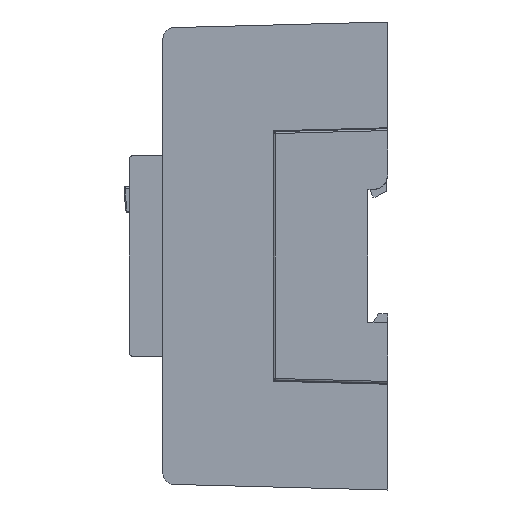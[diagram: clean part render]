
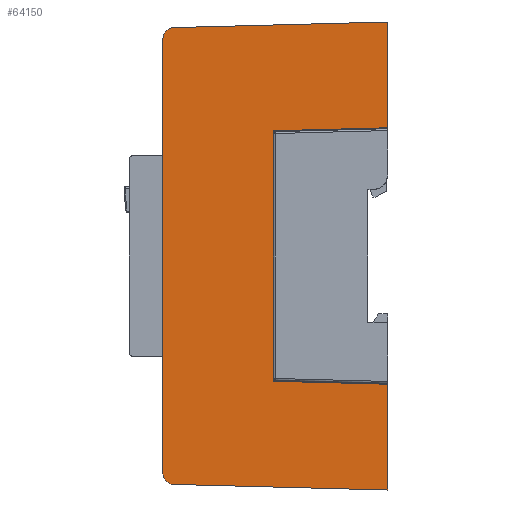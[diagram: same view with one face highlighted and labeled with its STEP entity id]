
A CAD part, left-side view. The second image highlights one B-rep face of the part: STEP entity #64150.
In plain terms, the highlighted planar face has unit normal (-1, 0.026, 0).
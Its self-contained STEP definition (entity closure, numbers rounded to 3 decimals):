
#5434=FACE_OUTER_BOUND('',#9460,.T.);
#9460=EDGE_LOOP('',(#53992,#53993,#53994,#53995,#53996,#53997,#53998,#53999,
#54000,#54001));
#10601=ELLIPSE('',#68811,3.001,3.);
#10603=ELLIPSE('',#68849,3.001,3.);
#16146=LINE('',#104752,#23751);
#16352=LINE('',#106709,#23957);
#16357=LINE('',#106718,#23962);
#16370=LINE('',#106743,#23975);
#16437=LINE('',#106886,#24042);
#16438=LINE('',#106888,#24043);
#16439=LINE('',#106890,#24044);
#16440=LINE('',#106891,#24045);
#23751=VECTOR('',#81767,116.013);
#23957=VECTOR('',#82495,28.25);
#23962=VECTOR('',#82502,28.25);
#23975=VECTOR('',#82523,57.118);
#24042=VECTOR('',#82674,57.118);
#24043=VECTOR('',#82675,30.521);
#24044=VECTOR('',#82676,66.903);
#24045=VECTOR('',#82677,30.521);
#29921=VERTEX_POINT('',#104737);
#29928=VERTEX_POINT('',#104750);
#30220=VERTEX_POINT('',#106706);
#30221=VERTEX_POINT('',#106708);
#30223=VERTEX_POINT('',#106715);
#30224=VERTEX_POINT('',#106717);
#30231=VERTEX_POINT('',#106740);
#30266=VERTEX_POINT('',#106882);
#30267=VERTEX_POINT('',#106887);
#30268=VERTEX_POINT('',#106889);
#37950=EDGE_CURVE('',#29928,#29921,#16146,.T.);
#38345=EDGE_CURVE('',#30221,#30220,#16352,.T.);
#38350=EDGE_CURVE('',#30224,#30223,#16357,.T.);
#38363=EDGE_CURVE('',#30220,#30231,#16370,.T.);
#38368=EDGE_CURVE('',#30231,#29921,#10601,.T.);
#38437=EDGE_CURVE('',#29928,#30266,#10603,.T.);
#38439=EDGE_CURVE('',#30224,#30266,#16437,.T.);
#38440=EDGE_CURVE('',#30223,#30267,#16438,.T.);
#38441=EDGE_CURVE('',#30267,#30268,#16439,.T.);
#38442=EDGE_CURVE('',#30221,#30268,#16440,.T.);
#53992=ORIENTED_EDGE('',*,*,#38368,.T.);
#53993=ORIENTED_EDGE('',*,*,#37950,.F.);
#53994=ORIENTED_EDGE('',*,*,#38437,.T.);
#53995=ORIENTED_EDGE('',*,*,#38439,.F.);
#53996=ORIENTED_EDGE('',*,*,#38350,.T.);
#53997=ORIENTED_EDGE('',*,*,#38440,.T.);
#53998=ORIENTED_EDGE('',*,*,#38441,.T.);
#53999=ORIENTED_EDGE('',*,*,#38442,.F.);
#54000=ORIENTED_EDGE('',*,*,#38345,.T.);
#54001=ORIENTED_EDGE('',*,*,#38363,.T.);
#60968=PLANE('',#68850);
#64150=ADVANCED_FACE('',(#5434),#60968,.T.);
#68811=AXIS2_PLACEMENT_3D('',#106750,#82531,#82532);
#68849=AXIS2_PLACEMENT_3D('',#106883,#82669,#82670);
#68850=AXIS2_PLACEMENT_3D('',#106885,#82672,#82673);
#81767=DIRECTION('',(0.,0.,1.));
#82495=DIRECTION('',(0.,0.,1.));
#82502=DIRECTION('',(0.,0.,1.));
#82523=DIRECTION('',(0.026,0.999,-0.026));
#82531=DIRECTION('center_axis',(-1.,0.026,0.));
#82532=DIRECTION('ref_axis',(0.026,1.,0.));
#82669=DIRECTION('center_axis',(-1.,0.026,0.));
#82670=DIRECTION('ref_axis',(0.026,1.,0.));
#82672=DIRECTION('center_axis',(-1.,0.026,0.));
#82673=DIRECTION('ref_axis',(0.,0.,-1.));
#82674=DIRECTION('',(0.026,0.999,0.026));
#82675=DIRECTION('',(0.026,0.999,0.026));
#82676=DIRECTION('',(0.,0.,1.));
#82677=DIRECTION('',(0.026,0.999,-0.026));
#104737=CARTESIAN_POINT('',(-60.929,60.,58.006));
#104750=CARTESIAN_POINT('',(-60.929,60.,-58.006));
#104752=CARTESIAN_POINT('',(-60.929,60.,-58.006));
#106706=CARTESIAN_POINT('',(-62.5,0.,62.5));
#106708=CARTESIAN_POINT('',(-62.5,0.,34.25));
#106709=CARTESIAN_POINT('',(-62.5,0.,34.25));
#106715=CARTESIAN_POINT('',(-62.5,0.,-34.25));
#106717=CARTESIAN_POINT('',(-62.5,0.,-62.5));
#106718=CARTESIAN_POINT('',(-62.5,0.,-62.5));
#106740=CARTESIAN_POINT('',(-61.005,57.079,61.005));
#106743=CARTESIAN_POINT('',(-62.5,0.,62.5));
#106750=CARTESIAN_POINT('Origin',(-61.007,57.,58.006));
#106882=CARTESIAN_POINT('',(-61.005,57.079,-61.005));
#106883=CARTESIAN_POINT('Origin',(-61.007,57.,-58.006));
#106885=CARTESIAN_POINT('Origin',(-62.5,0.,-65.833));
#106886=CARTESIAN_POINT('',(-62.5,0.,-62.5));
#106887=CARTESIAN_POINT('',(-61.701,30.5,-33.451));
#106888=CARTESIAN_POINT('',(-62.5,0.,-34.25));
#106889=CARTESIAN_POINT('',(-61.701,30.5,33.451));
#106890=CARTESIAN_POINT('',(-61.701,30.5,-33.451));
#106891=CARTESIAN_POINT('',(-62.5,0.,34.25));
